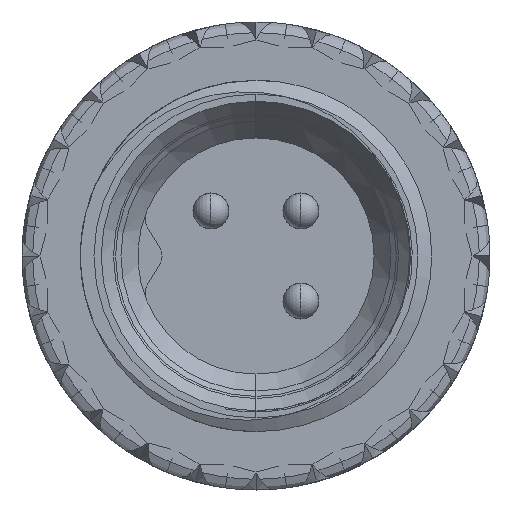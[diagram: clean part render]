
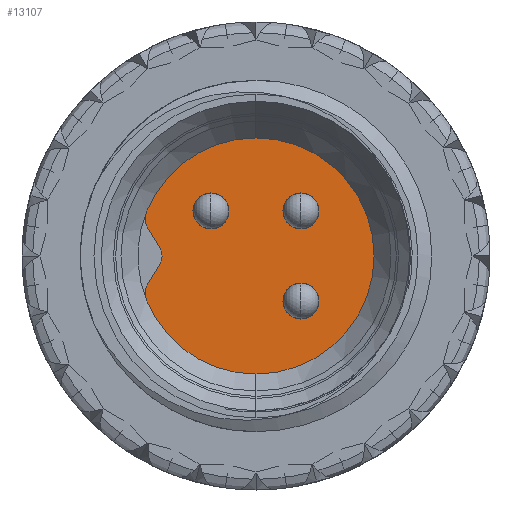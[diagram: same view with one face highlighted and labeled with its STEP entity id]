
A CAD part, left-side view. The second image highlights one B-rep face of the part: STEP entity #13107.
In plain terms, the highlighted face is planar.
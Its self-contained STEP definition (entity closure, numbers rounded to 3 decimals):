
#124 = DIRECTION ( 'NONE',  ( -1., 0., 0. ) ) ;
#382 = DIRECTION ( 'NONE',  ( 0., -0.533, -0.846 ) ) ;
#421 = EDGE_CURVE ( 'NONE', #24990, #4627, #12943, .T. ) ;
#551 = ORIENTED_EDGE ( 'NONE', *, *, #49052, .F. ) ;
#696 = CIRCLE ( 'NONE', #13133, 1.64 ) ;
#1046 = EDGE_CURVE ( 'NONE', #34212, #38810, #30950, .T. ) ;
#1239 = CIRCLE ( 'NONE', #23108, 1.64 ) ;
#2923 = AXIS2_PLACEMENT_3D ( 'NONE', #3115, #31972, #48006 ) ;
#3115 = CARTESIAN_POINT ( 'NONE',  ( 8.4, -0.625, -0.625 ) ) ;
#4627 = VERTEX_POINT ( 'NONE', #36573 ) ;
#4894 = DIRECTION ( 'NONE',  ( 0., 0., -1. ) ) ;
#5468 = DIRECTION ( 'NONE',  ( 0., 0.533, -0.846 ) ) ;
#6217 = DIRECTION ( 'NONE',  ( 0., 0., -1. ) ) ;
#6373 = AXIS2_PLACEMENT_3D ( 'NONE', #46169, #21439, #29224 ) ;
#7375 = VECTOR ( 'NONE', #5468, 1000. ) ;
#8215 = CARTESIAN_POINT ( 'NONE',  ( 8.4, -0.625, -0.375 ) ) ;
#8336 = DIRECTION ( 'NONE',  ( 0., 0., -1. ) ) ;
#8476 = DIRECTION ( 'NONE',  ( -1., 0., 0. ) ) ;
#8526 = DIRECTION ( 'NONE',  ( 1., 0., 0. ) ) ;
#9017 = FACE_BOUND ( 'NONE', #18508, .T. ) ;
#9298 = LINE ( 'NONE', #13554, #7375 ) ;
#9325 = PLANE ( 'NONE',  #27629 ) ;
#9847 = EDGE_LOOP ( 'NONE', ( #13020, #31182 ) ) ;
#10748 = CARTESIAN_POINT ( 'NONE',  ( 8.4, -0.625, 0.375 ) ) ;
#10892 = FACE_BOUND ( 'NONE', #37064, .T. ) ;
#10976 = ORIENTED_EDGE ( 'NONE', *, *, #32657, .F. ) ;
#11262 = DIRECTION ( 'NONE',  ( 0., 0., -1. ) ) ;
#11783 = EDGE_CURVE ( 'NONE', #34212, #24990, #696, .T. ) ;
#12562 = EDGE_LOOP ( 'NONE', ( #52936, #16879, #551, #19005, #10976, #52251, #23258, #19992 ) ) ;
#12659 = CARTESIAN_POINT ( 'NONE',  ( 8.4, 1.29, 0.517 ) ) ;
#12891 = FACE_BOUND ( 'NONE', #9847, .T. ) ;
#12943 = CIRCLE ( 'NONE', #6373, 1.64 ) ;
#13020 = ORIENTED_EDGE ( 'NONE', *, *, #38030, .F. ) ;
#13107 = ADVANCED_FACE ( 'NONE', ( #9017, #10892, #12891, #50268 ), #9325, .T. ) ;
#13133 = AXIS2_PLACEMENT_3D ( 'NONE', #33527, #8476, #33185 ) ;
#13277 = DIRECTION ( 'NONE',  ( 0., 0., -1. ) ) ;
#13554 = CARTESIAN_POINT ( 'NONE',  ( 8.4, 1.26, 0. ) ) ;
#13855 = DIRECTION ( 'NONE',  ( 1., 0., 0. ) ) ;
#14283 = CIRCLE ( 'NONE', #20167, 0.25 ) ;
#14592 = EDGE_CURVE ( 'NONE', #19296, #36829, #32773, .T. ) ;
#15452 = ORIENTED_EDGE ( 'NONE', *, *, #14592, .F. ) ;
#16113 = AXIS2_PLACEMENT_3D ( 'NONE', #23586, #41361, #29056 ) ;
#16288 = CARTESIAN_POINT ( 'NONE',  ( 8.4, 0.625, -0.875 ) ) ;
#16523 = VERTEX_POINT ( 'NONE', #10748 ) ;
#16879 = ORIENTED_EDGE ( 'NONE', *, *, #1046, .T. ) ;
#16923 = CARTESIAN_POINT ( 'NONE',  ( 8.4, 0., 0. ) ) ;
#17277 = VERTEX_POINT ( 'NONE', #17846 ) ;
#17718 = CARTESIAN_POINT ( 'NONE',  ( 8.4, 1.344, -0.133 ) ) ;
#17846 = CARTESIAN_POINT ( 'NONE',  ( 8.4, 1.344, 0.133 ) ) ;
#18508 = EDGE_LOOP ( 'NONE', ( #34250, #41110 ) ) ;
#19005 = ORIENTED_EDGE ( 'NONE', *, *, #29803, .T. ) ;
#19013 = AXIS2_PLACEMENT_3D ( 'NONE', #52157, #36552, #11262 ) ;
#19296 = VERTEX_POINT ( 'NONE', #41661 ) ;
#19992 = ORIENTED_EDGE ( 'NONE', *, *, #421, .F. ) ;
#20167 = AXIS2_PLACEMENT_3D ( 'NONE', #45844, #21463, #4894 ) ;
#21391 = DIRECTION ( 'NONE',  ( 1., 0., 0. ) ) ;
#21439 = DIRECTION ( 'NONE',  ( -1., 0., 0. ) ) ;
#21463 = DIRECTION ( 'NONE',  ( 1., 0., 0. ) ) ;
#23108 = AXIS2_PLACEMENT_3D ( 'NONE', #16923, #124, #33524 ) ;
#23121 = CIRCLE ( 'NONE', #19013, 0.25 ) ;
#23258 = ORIENTED_EDGE ( 'NONE', *, *, #52169, .F. ) ;
#23473 = EDGE_CURVE ( 'NONE', #16523, #35507, #23121, .T. ) ;
#23492 = EDGE_CURVE ( 'NONE', #23522, #33503, #51546, .T. ) ;
#23522 = VERTEX_POINT ( 'NONE', #44622 ) ;
#23586 = CARTESIAN_POINT ( 'NONE',  ( 8.4, 1.29, -0.517 ) ) ;
#24990 = VERTEX_POINT ( 'NONE', #37054 ) ;
#25778 = CARTESIAN_POINT ( 'NONE',  ( 8.4, -0.625, 0.875 ) ) ;
#26031 = CIRCLE ( 'NONE', #40733, 0.25 ) ;
#26249 = AXIS2_PLACEMENT_3D ( 'NONE', #12659, #8526, #8336 ) ;
#27011 = AXIS2_PLACEMENT_3D ( 'NONE', #50376, #50716, #42138 ) ;
#27629 = AXIS2_PLACEMENT_3D ( 'NONE', #38041, #21391, #13277 ) ;
#27923 = CARTESIAN_POINT ( 'NONE',  ( 8.4, 1.522, -0.61 ) ) ;
#29056 = DIRECTION ( 'NONE',  ( 0., 0., -1. ) ) ;
#29102 = AXIS2_PLACEMENT_3D ( 'NONE', #44237, #48777, #43884 ) ;
#29111 = CIRCLE ( 'NONE', #2923, 0.25 ) ;
#29224 = DIRECTION ( 'NONE',  ( 0., 0., -1. ) ) ;
#29803 = EDGE_CURVE ( 'NONE', #45808, #17277, #26031, .T. ) ;
#30924 = CIRCLE ( 'NONE', #46638, 0.25 ) ;
#30950 = CIRCLE ( 'NONE', #16113, 0.25 ) ;
#31182 = ORIENTED_EDGE ( 'NONE', *, *, #23492, .F. ) ;
#31972 = DIRECTION ( 'NONE',  ( 1., 0., 0. ) ) ;
#32657 = EDGE_CURVE ( 'NONE', #37414, #17277, #43971, .T. ) ;
#32773 = CIRCLE ( 'NONE', #27011, 0.25 ) ;
#33185 = DIRECTION ( 'NONE',  ( 0., 0., -1. ) ) ;
#33503 = VERTEX_POINT ( 'NONE', #8215 ) ;
#33524 = DIRECTION ( 'NONE',  ( 0., 0., -1. ) ) ;
#33527 = CARTESIAN_POINT ( 'NONE',  ( 8.4, 0., 0. ) ) ;
#34212 = VERTEX_POINT ( 'NONE', #27923 ) ;
#34250 = ORIENTED_EDGE ( 'NONE', *, *, #46047, .F. ) ;
#35507 = VERTEX_POINT ( 'NONE', #25778 ) ;
#36552 = DIRECTION ( 'NONE',  ( 1., 0., 0. ) ) ;
#36573 = CARTESIAN_POINT ( 'NONE',  ( 8.4, 0., 1.64 ) ) ;
#36829 = VERTEX_POINT ( 'NONE', #16288 ) ;
#37054 = CARTESIAN_POINT ( 'NONE',  ( 8.4, 0., -1.64 ) ) ;
#37064 = EDGE_LOOP ( 'NONE', ( #15452, #44093 ) ) ;
#37414 = VERTEX_POINT ( 'NONE', #37575 ) ;
#37575 = CARTESIAN_POINT ( 'NONE',  ( 8.4, 1.502, 0.384 ) ) ;
#38030 = EDGE_CURVE ( 'NONE', #33503, #23522, #29111, .T. ) ;
#38041 = CARTESIAN_POINT ( 'NONE',  ( 8.4, 0., -2.25 ) ) ;
#38810 = VERTEX_POINT ( 'NONE', #51724 ) ;
#38820 = DIRECTION ( 'NONE',  ( 0., 0., -1. ) ) ;
#40136 = VECTOR ( 'NONE', #382, 1000. ) ;
#40733 = AXIS2_PLACEMENT_3D ( 'NONE', #50927, #51286, #6217 ) ;
#41110 = ORIENTED_EDGE ( 'NONE', *, *, #23473, .F. ) ;
#41361 = DIRECTION ( 'NONE',  ( 1., 0., 0. ) ) ;
#41661 = CARTESIAN_POINT ( 'NONE',  ( 8.4, 0.625, -0.375 ) ) ;
#41693 = EDGE_CURVE ( 'NONE', #36829, #19296, #30924, .T. ) ;
#42138 = DIRECTION ( 'NONE',  ( 0., 0., -1. ) ) ;
#42269 = CIRCLE ( 'NONE', #26249, 0.25 ) ;
#43884 = DIRECTION ( 'NONE',  ( 0., 0., -1. ) ) ;
#43971 = LINE ( 'NONE', #49306, #40136 ) ;
#44093 = ORIENTED_EDGE ( 'NONE', *, *, #41693, .F. ) ;
#44237 = CARTESIAN_POINT ( 'NONE',  ( 8.4, -0.625, -0.625 ) ) ;
#44622 = CARTESIAN_POINT ( 'NONE',  ( 8.4, -0.625, -0.875 ) ) ;
#44777 = CARTESIAN_POINT ( 'NONE',  ( 8.4, 1.522, 0.61 ) ) ;
#45808 = VERTEX_POINT ( 'NONE', #17718 ) ;
#45844 = CARTESIAN_POINT ( 'NONE',  ( 8.4, -0.625, 0.625 ) ) ;
#46047 = EDGE_CURVE ( 'NONE', #35507, #16523, #14283, .T. ) ;
#46169 = CARTESIAN_POINT ( 'NONE',  ( 8.4, 0., 0. ) ) ;
#46638 = AXIS2_PLACEMENT_3D ( 'NONE', #47249, #13855, #38820 ) ;
#47249 = CARTESIAN_POINT ( 'NONE',  ( 8.4, 0.625, -0.625 ) ) ;
#48006 = DIRECTION ( 'NONE',  ( 0., 0., -1. ) ) ;
#48777 = DIRECTION ( 'NONE',  ( 1., 0., 0. ) ) ;
#49052 = EDGE_CURVE ( 'NONE', #45808, #38810, #9298, .T. ) ;
#49306 = CARTESIAN_POINT ( 'NONE',  ( 8.4, 1.566, 0.486 ) ) ;
#50268 = FACE_OUTER_BOUND ( 'NONE', #12562, .T. ) ;
#50376 = CARTESIAN_POINT ( 'NONE',  ( 8.4, 0.625, -0.625 ) ) ;
#50716 = DIRECTION ( 'NONE',  ( 1., 0., 0. ) ) ;
#50927 = CARTESIAN_POINT ( 'NONE',  ( 8.4, 1.556, 0. ) ) ;
#51286 = DIRECTION ( 'NONE',  ( -1., 0., 0. ) ) ;
#51340 = EDGE_CURVE ( 'NONE', #37414, #53261, #42269, .T. ) ;
#51546 = CIRCLE ( 'NONE', #29102, 0.25 ) ;
#51724 = CARTESIAN_POINT ( 'NONE',  ( 8.4, 1.502, -0.384 ) ) ;
#52157 = CARTESIAN_POINT ( 'NONE',  ( 8.4, -0.625, 0.625 ) ) ;
#52169 = EDGE_CURVE ( 'NONE', #4627, #53261, #1239, .T. ) ;
#52251 = ORIENTED_EDGE ( 'NONE', *, *, #51340, .T. ) ;
#52936 = ORIENTED_EDGE ( 'NONE', *, *, #11783, .F. ) ;
#53261 = VERTEX_POINT ( 'NONE', #44777 ) ;
